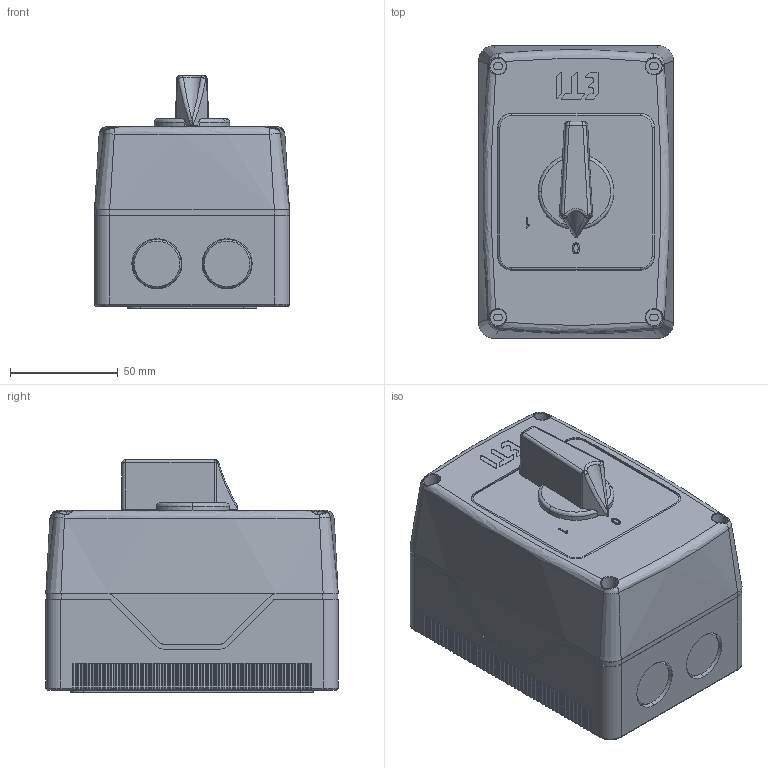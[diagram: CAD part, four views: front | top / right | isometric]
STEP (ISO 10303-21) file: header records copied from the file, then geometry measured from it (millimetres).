
FILE_DESCRIPTION((''),'2;1');
FILE_NAME('004773156_CS_32_90_PNG_ASM','2021-07-05T',('marketing.praksa'),('Audax d.o.o.'),'CREO PARAMETRIC BY PTC INC, 2017480','CREO PARAMETRIC BY PTC INC, 2017480','');
FILE_SCHEMA(('AUTOMOTIVE_DESIGN { 1 0 10303 214 1 1 1 1 }'));
Products named in the file (11): PART1_1; PART2_1_1; PART2_1_2; PART2_1_3; PART2_1_ASM; PART3_1; PART4_1_1; PART4_1_2; PART4_1_3; PART4_1_ASM; 004773156_CS_32_90_PNG_ASM
Assembly tree (10 placements, depth 3):
  004773156_CS_32_90_PNG_ASM
    PART1_1
    PART2_1_ASM
      PART2_1_1
      PART2_1_2
      PART2_1_3
    PART3_1
    PART4_1_ASM
      PART4_1_1
      PART4_1_2
      PART4_1_3
Bounding box: 90.27 x 135.41 x 107.82 mm (x, y, z)
Volume: 213585 mm3; surface area: 162878.5 mm2
Topology: 8 solids, 8 shells, 2335 faces, 6194 edges, 3821 vertices
Faces by surface type: plane 951, cylinder 766, torus 230, bspline 208, extrusion 124, sphere 30, cone 26
Entity records: 130470 total; most frequent: CARTESIAN_POINT 39316, ORIENTED_EDGE 12146, DIRECTION 10726, PRESENTATION_STYLE_ASSIGNMENT 8540, STYLED_ITEM 8540, CURVE_STYLE 6197, EDGE_CURVE 6073, VERTEX_POINT 3821
